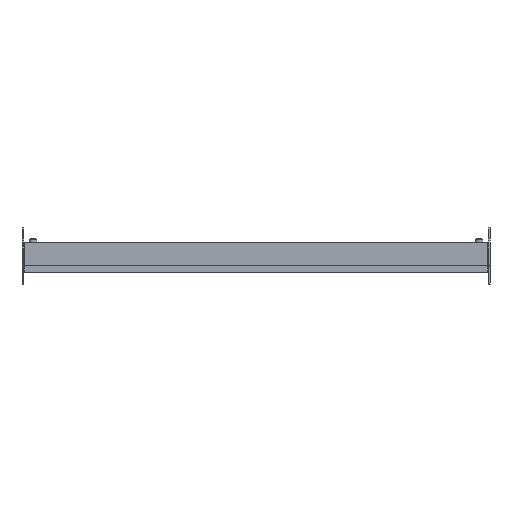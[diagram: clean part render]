
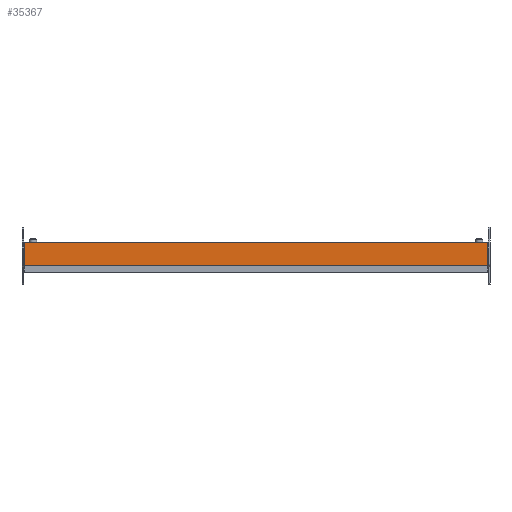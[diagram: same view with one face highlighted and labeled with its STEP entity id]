
A CAD part, top view. The second image highlights one B-rep face of the part: STEP entity #35367.
In plain terms, the highlighted planar face has unit normal (0, 0, 1).
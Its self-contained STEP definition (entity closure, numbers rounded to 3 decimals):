
#1826 = PLANE ( 'NONE',  #20550 ) ;
#2089 = EDGE_CURVE ( 'NONE', #21883, #4247, #34009, .T. ) ;
#2198 = DIRECTION ( 'NONE',  ( -1., 0., 0. ) ) ;
#4218 = ORIENTED_EDGE ( 'NONE', *, *, #2089, .T. ) ;
#4247 = VERTEX_POINT ( 'NONE', #24536 ) ;
#4595 = FACE_OUTER_BOUND ( 'NONE', #7162, .T. ) ;
#4749 = ORIENTED_EDGE ( 'NONE', *, *, #7483, .F. ) ;
#5576 = EDGE_CURVE ( 'NONE', #4247, #21041, #13957, .T. ) ;
#7162 = EDGE_LOOP ( 'NONE', ( #4218, #34118, #25801, #4749 ) ) ;
#7483 = EDGE_CURVE ( 'NONE', #21883, #35436, #13292, .T. ) ;
#7829 = CARTESIAN_POINT ( 'NONE',  ( 2056.14, 1663.047, 397.111 ) ) ;
#10251 = DIRECTION ( 'NONE',  ( -1., 0., 0. ) ) ;
#10362 = DIRECTION ( 'NONE',  ( 0., 0., -1. ) ) ;
#10899 = LINE ( 'NONE', #13666, #17901 ) ;
#13100 = CARTESIAN_POINT ( 'NONE',  ( 2056.14, 1630.347, 397.111 ) ) ;
#13292 = LINE ( 'NONE', #24552, #32762 ) ;
#13666 = CARTESIAN_POINT ( 'NONE',  ( 2059.64, 1603.526, 397.111 ) ) ;
#13756 = VECTOR ( 'NONE', #10251, 1000. ) ;
#13957 = LINE ( 'NONE', #7829, #13756 ) ;
#14145 = CARTESIAN_POINT ( 'NONE',  ( 2760.64, 1603.526, 397.111 ) ) ;
#16618 = DIRECTION ( 'NONE',  ( 0., -1., 0. ) ) ;
#17567 = CARTESIAN_POINT ( 'NONE',  ( 2059.64, 1663.047, 397.111 ) ) ;
#17901 = VECTOR ( 'NONE', #16618, 1000. ) ;
#19525 = VECTOR ( 'NONE', #25404, 1000. ) ;
#19565 = EDGE_CURVE ( 'NONE', #21041, #35436, #10899, .T. ) ;
#20550 = AXIS2_PLACEMENT_3D ( 'NONE', #13100, #10362, #35686 ) ;
#21041 = VERTEX_POINT ( 'NONE', #17567 ) ;
#21883 = VERTEX_POINT ( 'NONE', #24063 ) ;
#24063 = CARTESIAN_POINT ( 'NONE',  ( 2760.64, 1627.547, 397.111 ) ) ;
#24536 = CARTESIAN_POINT ( 'NONE',  ( 2760.64, 1663.047, 397.111 ) ) ;
#24552 = CARTESIAN_POINT ( 'NONE',  ( 2056.14, 1627.547, 397.111 ) ) ;
#25404 = DIRECTION ( 'NONE',  ( 0., 1., 0. ) ) ;
#25801 = ORIENTED_EDGE ( 'NONE', *, *, #19565, .T. ) ;
#29779 = CARTESIAN_POINT ( 'NONE',  ( 2059.64, 1627.547, 397.111 ) ) ;
#32762 = VECTOR ( 'NONE', #2198, 1000. ) ;
#34009 = LINE ( 'NONE', #14145, #19525 ) ;
#34118 = ORIENTED_EDGE ( 'NONE', *, *, #5576, .T. ) ;
#35367 = ADVANCED_FACE ( 'NONE', ( #4595 ), #1826, .F. ) ;
#35436 = VERTEX_POINT ( 'NONE', #29779 ) ;
#35686 = DIRECTION ( 'NONE',  ( 0., -1., 0. ) ) ;
